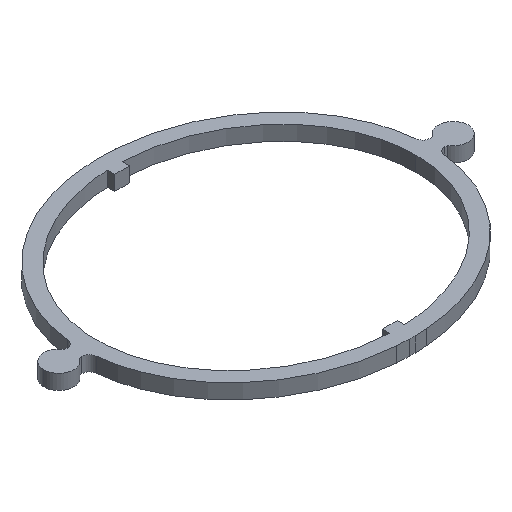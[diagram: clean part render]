
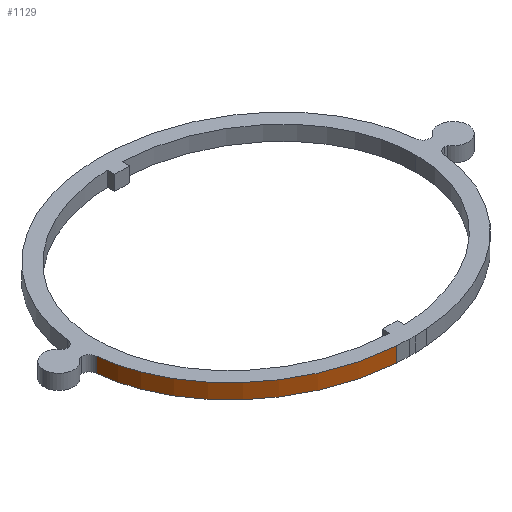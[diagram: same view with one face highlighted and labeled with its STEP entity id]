
A CAD part, isometric view. The second image highlights one B-rep face of the part: STEP entity #1129.
In plain terms, the highlighted face is a extrusion surface.
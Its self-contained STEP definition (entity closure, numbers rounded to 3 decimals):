
#366=CARTESIAN_POINT('',(-2.,-20.924,67.2));
#367=VERTEX_POINT('',#366);
#374=CARTESIAN_POINT('',(-23.404,-1.9,67.2));
#375=VERTEX_POINT('',#374);
#376=CARTESIAN_POINT('',(-0.,0.,67.2));
#377=DIRECTION('',(0.,0.,-1.));
#378=DIRECTION('',(-1.,0.,0.));
#379=AXIS2_PLACEMENT_3D('',#376,#377,#378);
#380=ELLIPSE('',#379,23.5,21.);
#381=EDGE_CURVE('',#367,#375,#380,.T.);
#532=CARTESIAN_POINT('',(-23.404,-1.9,69.2));
#533=VERTEX_POINT('',#532);
#541=CARTESIAN_POINT('',(-2.,-20.924,69.2));
#542=VERTEX_POINT('',#541);
#543=CARTESIAN_POINT('',(-0.,0.,69.2));
#544=DIRECTION('',(0.,0.,-1.));
#545=DIRECTION('',(-1.,0.,0.));
#546=AXIS2_PLACEMENT_3D('',#543,#544,#545);
#547=ELLIPSE('',#546,23.5,21.);
#548=EDGE_CURVE('',#542,#533,#547,.T.);
#1101=CARTESIAN_POINT('',(-2.,-20.924,69.2));
#1102=DIRECTION('',(0.,0.,-1.));
#1103=VECTOR('',#1102,2.);
#1104=LINE('',#1101,#1103);
#1105=EDGE_CURVE('',#542,#367,#1104,.T.);
#1110=CARTESIAN_POINT('',(-0.,0.,69.2));
#1111=DIRECTION('',(0.,0.,-1.));
#1112=DIRECTION('',(-1.,0.,0.));
#1113=AXIS2_PLACEMENT_3D('',#1110,#1111,#1112);
#1114=ELLIPSE('',#1113,23.5,21.);
#1115=DIRECTION('',(-0.,-0.,-1.));
#1116=VECTOR('',#1115,1.);
#1117=SURFACE_OF_LINEAR_EXTRUSION('',#1114,#1116);
#1118=ORIENTED_EDGE('',*,*,#548,.T.);
#1119=CARTESIAN_POINT('',(-23.404,-1.9,69.2));
#1120=DIRECTION('',(0.,0.,-1.));
#1121=VECTOR('',#1120,2.);
#1122=LINE('',#1119,#1121);
#1123=EDGE_CURVE('',#533,#375,#1122,.T.);
#1124=ORIENTED_EDGE('',*,*,#1123,.T.);
#1125=ORIENTED_EDGE('',*,*,#381,.F.);
#1126=ORIENTED_EDGE('',*,*,#1105,.F.);
#1127=EDGE_LOOP('',(#1118,#1124,#1125,#1126));
#1128=FACE_BOUND('',#1127,.T.);
#1129=ADVANCED_FACE('',(#1128),#1117,.T.);
